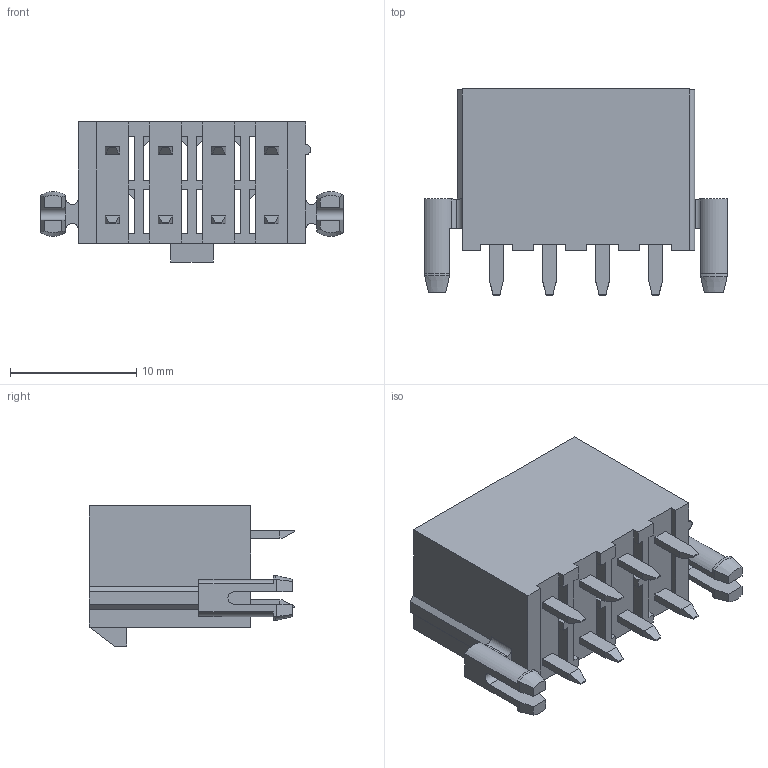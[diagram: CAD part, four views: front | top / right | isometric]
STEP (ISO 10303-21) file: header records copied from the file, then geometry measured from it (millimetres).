
FILE_DESCRIPTION((''),'2;1');
FILE_NAME('460150809','2013-09-25T',('me'),(''),'PRO/ENGINEER BY PARAMETRIC TECHNOLOGY CORPORATION, 2011490','PRO/ENGINEER BY PARAMETRIC TECHNOLOGY CORPORATION, 2011490','');
FILE_SCHEMA(('CONFIG_CONTROL_DESIGN'));
Length unit declared in the file: millimetre
Products named in the file (1): 460150809
Bounding box: 23.95 x 16.3 x 11.1 mm (x, y, z)
Volume: 1284.3 mm3; surface area: 2780.5 mm2
Topology: 1 solids, 1 shells, 272 faces, 789 edges, 522 vertices
Faces by surface type: plane 249, cylinder 19, cone 4
Entity records: 8864 total; most frequent: CARTESIAN_POINT 1593, ORIENTED_EDGE 1534, DIRECTION 1391, EDGE_CURVE 767, VECTOR 711, LINE 711, VERTEX_POINT 498, AXIS2_PLACEMENT_3D 340
